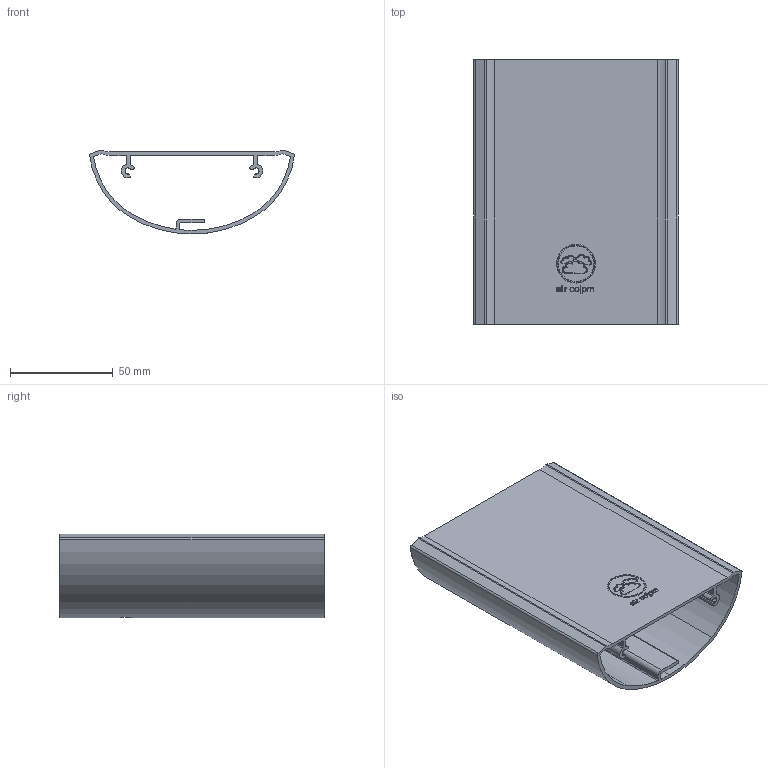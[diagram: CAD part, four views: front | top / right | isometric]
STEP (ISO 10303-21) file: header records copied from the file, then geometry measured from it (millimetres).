
FILE_DESCRIPTION (( 'STEP AP203' ), '1' );
FILE_NAME ('251001_AKVO_HAP_PROFILE_PART_02.STEP', '2016-01-26T16:38:31', ( 'HP' ), ( '' ), 'SwSTEP 2.0', 'SolidWorks 2015', '' );
FILE_SCHEMA (( 'CONFIG_CONTROL_DESIGN' ));
Length unit declared in the file: millimetre
Products named in the file (1): 251001_AKVO_HAP_PROFILE_PART_02
Bounding box: 99.81 x 129 x 40.93 mm (x, y, z)
Volume: 65143.6 mm3; surface area: 73006.7 mm2
Topology: 1 solids, 1 shells, 128 faces, 661 edges, 551 vertices
Faces by surface type: cylinder 85, plane 43
Entity records: 7496 total; most frequent: CARTESIAN_POINT 2315, ORIENTED_EDGE 1322, DIRECTION 819, EDGE_CURVE 661, VERTEX_POINT 551, AXIS2_PLACEMENT_3D 285, B_SPLINE_CURVE_WITH_KNOTS 256, VECTOR 249
